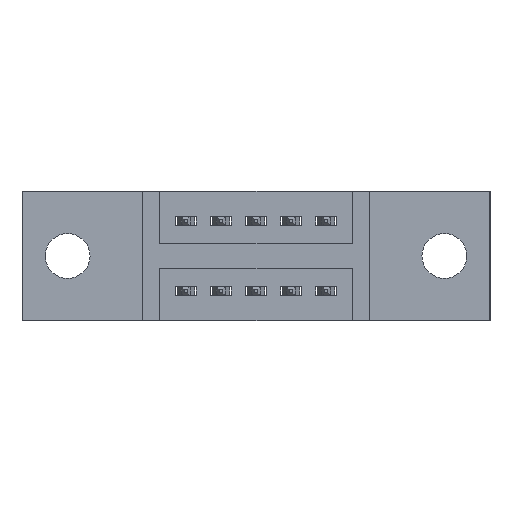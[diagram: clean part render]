
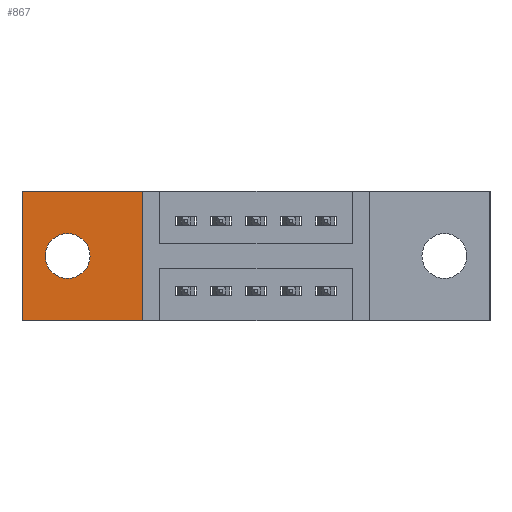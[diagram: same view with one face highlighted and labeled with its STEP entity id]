
A CAD part, front view. The second image highlights one B-rep face of the part: STEP entity #867.
In plain terms, the highlighted planar face has unit normal (0, -1, 0).
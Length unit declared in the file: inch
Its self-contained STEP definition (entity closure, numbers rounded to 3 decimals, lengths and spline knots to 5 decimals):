
#4 = LINE ( 'NONE', #5749, #3923 ) ;
#10 = EDGE_CURVE ( 'NONE', #3844, #6331, #4020, .T. ) ;
#80 = ORIENTED_EDGE ( 'NONE', *, *, #5228, .T. ) ;
#334 = CARTESIAN_POINT ( 'NONE',  ( 0., 0.17, 0. ) ) ;
#422 = DIRECTION ( 'NONE',  ( -1., 0., 0. ) ) ;
#432 = EDGE_LOOP ( 'NONE', ( #4105, #1789 ) ) ;
#485 = ORIENTED_EDGE ( 'NONE', *, *, #4357, .T. ) ;
#867 = ADVANCED_FACE ( 'NONE', ( #7245, #7447 ), #2976, .T. ) ;
#1112 = CARTESIAN_POINT ( 'NONE',  ( 0., 0.17, -0.37 ) ) ;
#1789 = ORIENTED_EDGE ( 'NONE', *, *, #3763, .F. ) ;
#1947 = DIRECTION ( 'NONE',  ( 0., 0., -1. ) ) ;
#2182 = EDGE_LOOP ( 'NONE', ( #485, #5986, #80, #2500 ) ) ;
#2500 = ORIENTED_EDGE ( 'NONE', *, *, #5818, .T. ) ;
#2686 = DIRECTION ( 'NONE',  ( 0., -1., 0. ) ) ;
#2698 = LINE ( 'NONE', #3382, #7904 ) ;
#2969 = DIRECTION ( 'NONE',  ( 1., 0., 0. ) ) ;
#2976 = PLANE ( 'NONE',  #3808 ) ;
#3223 = EDGE_CURVE ( 'NONE', #9045, #3937, #2698, .T. ) ;
#3250 = VECTOR ( 'NONE', #422, 39.37008 ) ;
#3382 = CARTESIAN_POINT ( 'NONE',  ( 0., 0.17, -0.37 ) ) ;
#3763 = EDGE_CURVE ( 'NONE', #6331, #3844, #4375, .T. ) ;
#3808 = AXIS2_PLACEMENT_3D ( 'NONE', #1112, #2686, #1947 ) ;
#3844 = VERTEX_POINT ( 'NONE', #7595 ) ;
#3923 = VECTOR ( 'NONE', #4437, 39.37008 ) ;
#3937 = VERTEX_POINT ( 'NONE', #6485 ) ;
#4020 = CIRCLE ( 'NONE', #7357, 0.064 ) ;
#4105 = ORIENTED_EDGE ( 'NONE', *, *, #10, .F. ) ;
#4357 = EDGE_CURVE ( 'NONE', #6427, #9045, #4, .T. ) ;
#4375 = CIRCLE ( 'NONE', #5600, 0.064 ) ;
#4391 = CARTESIAN_POINT ( 'NONE',  ( 0.13, 0.17, -0.185 ) ) ;
#4437 = DIRECTION ( 'NONE',  ( 0., 0., -1. ) ) ;
#4557 = CARTESIAN_POINT ( 'NONE',  ( 0.3425, 0.17, 0. ) ) ;
#5128 = LINE ( 'NONE', #334, #3250 ) ;
#5228 = EDGE_CURVE ( 'NONE', #3937, #5454, #5434, .T. ) ;
#5434 = LINE ( 'NONE', #6893, #7184 ) ;
#5454 = VERTEX_POINT ( 'NONE', #4557 ) ;
#5600 = AXIS2_PLACEMENT_3D ( 'NONE', #4391, #6131, #6504 ) ;
#5749 = CARTESIAN_POINT ( 'NONE',  ( 0., 0.17, 0. ) ) ;
#5818 = EDGE_CURVE ( 'NONE', #5454, #6427, #5128, .T. ) ;
#5986 = ORIENTED_EDGE ( 'NONE', *, *, #3223, .T. ) ;
#6131 = DIRECTION ( 'NONE',  ( 0., -1., 0. ) ) ;
#6331 = VERTEX_POINT ( 'NONE', #7045 ) ;
#6427 = VERTEX_POINT ( 'NONE', #6574 ) ;
#6442 = DIRECTION ( 'NONE',  ( 0., 0., -1. ) ) ;
#6485 = CARTESIAN_POINT ( 'NONE',  ( 0.3425, 0.17, -0.37 ) ) ;
#6503 = CARTESIAN_POINT ( 'NONE',  ( 0.13, 0.17, -0.185 ) ) ;
#6504 = DIRECTION ( 'NONE',  ( 0., 0., -1. ) ) ;
#6541 = DIRECTION ( 'NONE',  ( 0., -1., 0. ) ) ;
#6574 = CARTESIAN_POINT ( 'NONE',  ( 0., 0.17, 0. ) ) ;
#6587 = DIRECTION ( 'NONE',  ( 0., 0., 1. ) ) ;
#6893 = CARTESIAN_POINT ( 'NONE',  ( 0.3425, 0.17, 0. ) ) ;
#7045 = CARTESIAN_POINT ( 'NONE',  ( 0.13, 0.17, -0.249 ) ) ;
#7184 = VECTOR ( 'NONE', #6587, 39.37008 ) ;
#7245 = FACE_BOUND ( 'NONE', #432, .T. ) ;
#7357 = AXIS2_PLACEMENT_3D ( 'NONE', #6503, #6541, #6442 ) ;
#7447 = FACE_OUTER_BOUND ( 'NONE', #2182, .T. ) ;
#7595 = CARTESIAN_POINT ( 'NONE',  ( 0.13, 0.17, -0.121 ) ) ;
#7904 = VECTOR ( 'NONE', #2969, 39.37008 ) ;
#8276 = CARTESIAN_POINT ( 'NONE',  ( 0., 0.17, -0.37 ) ) ;
#9045 = VERTEX_POINT ( 'NONE', #8276 ) ;
